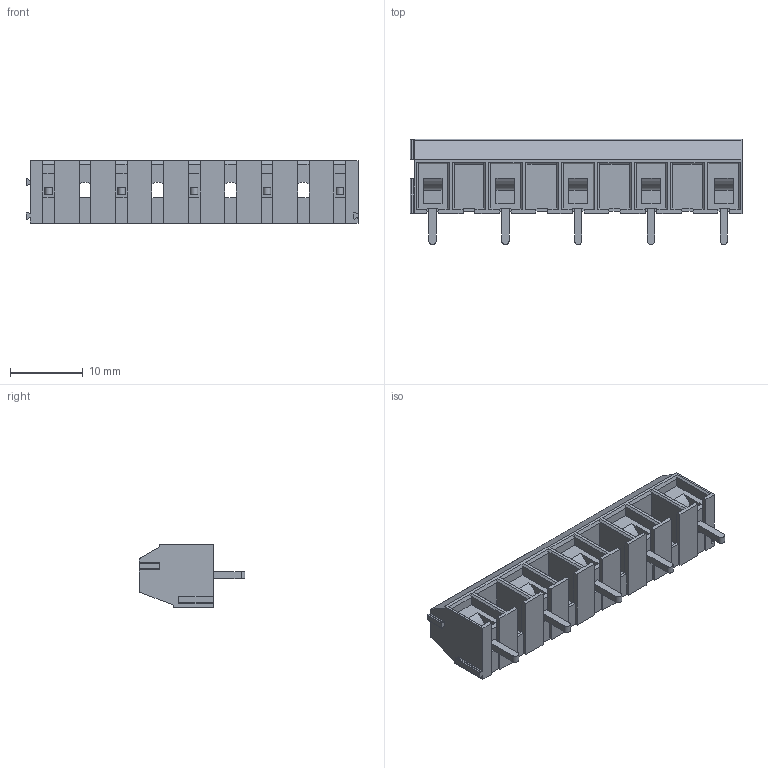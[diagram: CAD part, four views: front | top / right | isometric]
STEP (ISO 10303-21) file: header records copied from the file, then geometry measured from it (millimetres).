
FILE_DESCRIPTION( ( 'STEP AP214' ), '1' );
FILE_NAME( 'MBE155-10-V.stp', ' ', ( ' ' ), ( ' ' ), 'PSStep 14.0', 'VISI 19.0', ' ' );
FILE_SCHEMA( ( 'AUTOMOTIVE_DESIGN { 1 0 10303 214 1 1 1 1 }' ) );
Length unit declared in the file: millimetre
Products named in the file (1): 1
Bounding box: 45.6 x 14.5 x 8.6 mm (x, y, z)
Volume: 2258.3 mm3; surface area: 3297.7 mm2
Topology: 1 solids, 1 shells, 361 faces, 999 edges, 669 vertices
Faces by surface type: plane 295, cylinder 61, torus 5
Full cylindrical faces by diameter (mm): 2.5 x9, 3.3 x5, 3.4 x9
Entity records: 14047 total; most frequent: CARTESIAN_POINT 1964, ORIENTED_EDGE 1904, DIRECTION 1828, EDGE_CURVE 952, LINE 800, VECTOR 800, VERTEX_POINT 650, AXIS2_PLACEMENT_3D 514
